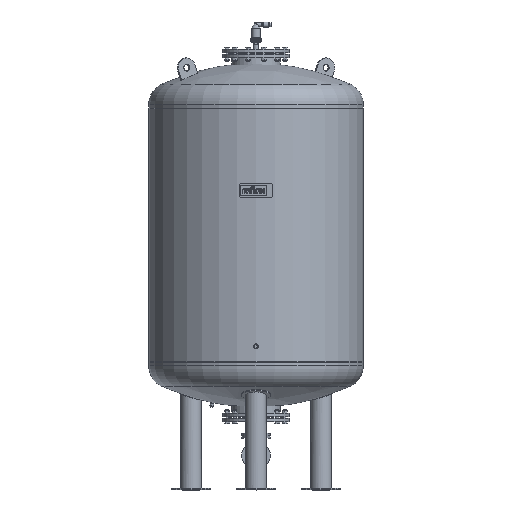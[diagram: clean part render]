
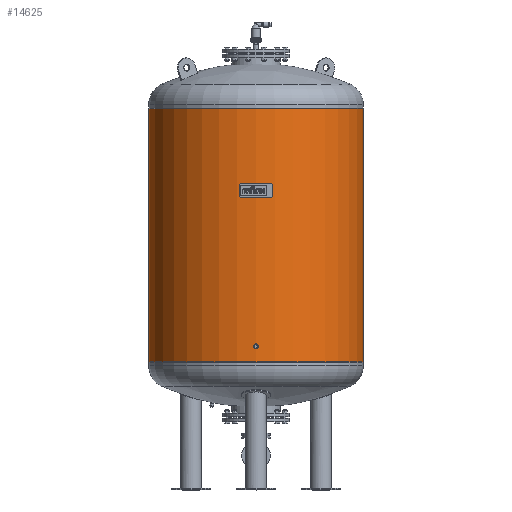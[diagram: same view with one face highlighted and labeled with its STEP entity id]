
A CAD part, front view. The second image highlights one B-rep face of the part: STEP entity #14625.
In plain terms, the highlighted cylindrical face has radius 600 mm (diameter 1200 mm), a full revolution.
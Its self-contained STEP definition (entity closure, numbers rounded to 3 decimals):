
#3814=FACE_BOUND('',#5624,.T.);
#4547=FACE_OUTER_BOUND('',#5623,.T.);
#5623=EDGE_LOOP('',(#12298));
#5624=EDGE_LOOP('',(#12299));
#6584=CIRCLE('',#15848,600.);
#6586=CIRCLE('',#15852,600.);
#7560=VERTEX_POINT('',#23281);
#7562=VERTEX_POINT('',#23287);
#9274=EDGE_CURVE('',#7560,#7560,#6584,.T.);
#9276=EDGE_CURVE('',#7562,#7562,#6586,.T.);
#12298=ORIENTED_EDGE('',*,*,#9274,.T.);
#12299=ORIENTED_EDGE('',*,*,#9276,.F.);
#14053=CYLINDRICAL_SURFACE('',#15851,600.);
#14625=ADVANCED_FACE('',(#4547,#3814),#14053,.T.);
#15848=AXIS2_PLACEMENT_3D('',#23282,#18837,#18838);
#15851=AXIS2_PLACEMENT_3D('',#23286,#18843,#18844);
#15852=AXIS2_PLACEMENT_3D('',#23288,#18845,#18846);
#18837=DIRECTION('center_axis',(0.,0.,1.));
#18838=DIRECTION('ref_axis',(1.,0.,0.));
#18843=DIRECTION('center_axis',(0.,0.,1.));
#18844=DIRECTION('ref_axis',(1.,0.,0.));
#18845=DIRECTION('center_axis',(0.,0.,1.));
#18846=DIRECTION('ref_axis',(1.,0.,0.));
#23281=CARTESIAN_POINT('',(600.,0.,718.));
#23282=CARTESIAN_POINT('Origin',(0.,0.,718.));
#23286=CARTESIAN_POINT('Origin',(0.,0.,1773.));
#23287=CARTESIAN_POINT('',(600.,0.,2134.));
#23288=CARTESIAN_POINT('Origin',(0.,0.,2134.));
